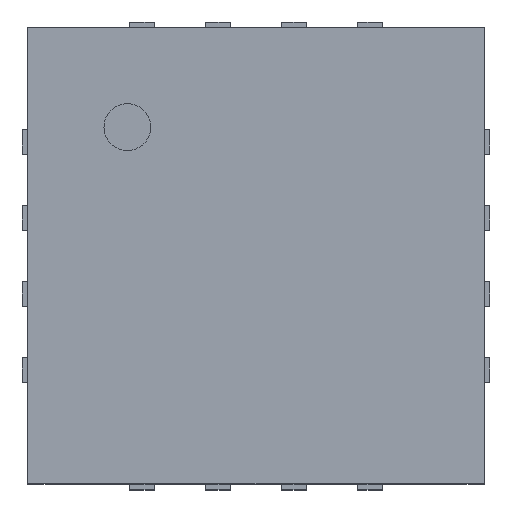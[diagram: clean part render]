
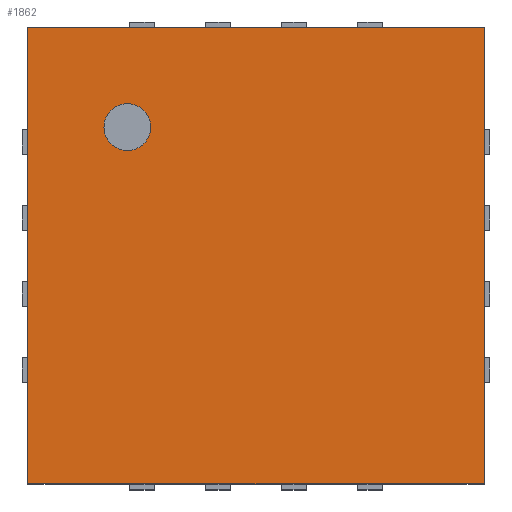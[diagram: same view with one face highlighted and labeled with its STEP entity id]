
A CAD part, top view. The second image highlights one B-rep face of the part: STEP entity #1862.
In plain terms, the highlighted planar face has unit normal (0, 0, 1).
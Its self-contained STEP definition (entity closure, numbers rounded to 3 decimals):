
#13=DIRECTION('',(0.,0.,1.));
#27=VECTOR('',#28,1.);
#28=DIRECTION('',(0.,-1.,0.));
#34=VECTOR('',#35,1.);
#35=DIRECTION('',(1.,0.,0.));
#556=ORIENTED_EDGE('',*,*,#557,.F.);
#557=EDGE_CURVE('',#558,#560,#562,.T.);
#558=VERTEX_POINT('',#559);
#559=CARTESIAN_POINT('',(-1.95,1.95,1.1));
#560=VERTEX_POINT('',#561);
#561=CARTESIAN_POINT('',(1.95,1.95,1.1));
#562=LINE('',#559,#34);
#584=DIRECTION('',(0.,0.,-1.));
#647=ORIENTED_EDGE('',*,*,#648,.T.);
#648=EDGE_CURVE('',#558,#649,#651,.T.);
#649=VERTEX_POINT('',#650);
#650=CARTESIAN_POINT('',(-1.95,-1.95,1.1));
#651=LINE('',#559,#27);
#1231=EDGE_CURVE('',#560,#1232,#1234,.T.);
#1232=VERTEX_POINT('',#1233);
#1233=CARTESIAN_POINT('',(1.95,-1.95,1.1));
#1234=LINE('',#561,#27);
#1309=EDGE_CURVE('',#649,#1232,#1310,.T.);
#1310=LINE('',#650,#34);
#1862=ADVANCED_FACE('',(#1863,#1867),#1876,.T.);
#1863=FACE_BOUND('',#1864,.T.);
#1864=EDGE_LOOP('',(#556,#647,#1865,#1866));
#1865=ORIENTED_EDGE('',*,*,#1309,.T.);
#1866=ORIENTED_EDGE('',*,*,#1231,.F.);
#1867=FACE_BOUND('',#1868,.T.);
#1868=EDGE_LOOP('',(#1869));
#1869=ORIENTED_EDGE('',*,*,#1870,.T.);
#1870=EDGE_CURVE('',#1871,#1871,#1873,.T.);
#1871=VERTEX_POINT('',#1872);
#1872=CARTESIAN_POINT('',(-1.1,0.9,1.1));
#1873=CIRCLE('',#1874,0.2);
#1874=AXIS2_PLACEMENT_3D('',#1875,#584,#28);
#1875=CARTESIAN_POINT('',(-1.1,1.1,1.1));
#1876=PLANE('',#1877);
#1877=AXIS2_PLACEMENT_3D('',#559,#13,#28);
